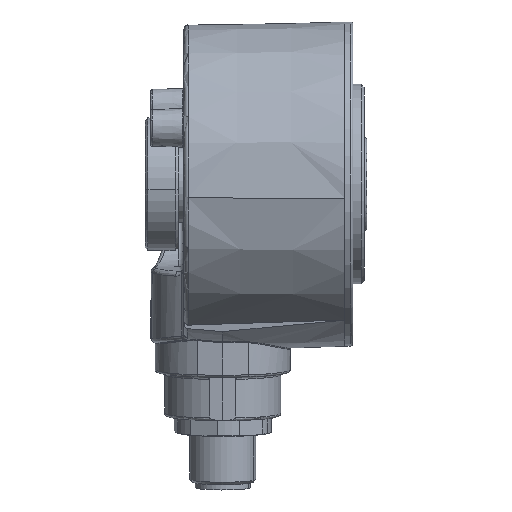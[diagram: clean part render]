
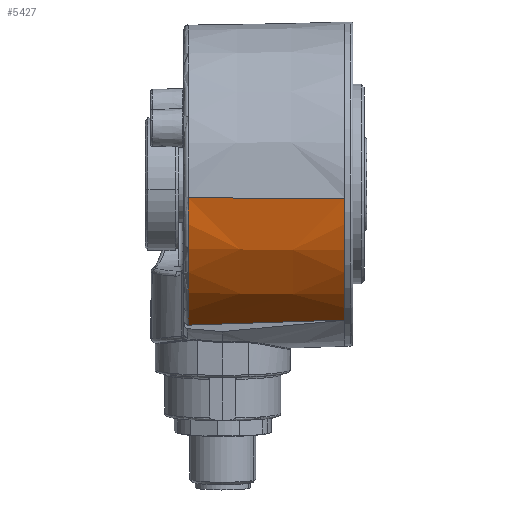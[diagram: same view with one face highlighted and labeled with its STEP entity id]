
A CAD part, left-side view. The second image highlights one B-rep face of the part: STEP entity #5427.
In plain terms, the highlighted conical face has half-angle 1 degrees and reference radius 28.672 mm.
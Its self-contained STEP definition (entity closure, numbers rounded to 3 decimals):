
#135 = CARTESIAN_POINT ( 'NONE',  ( -15.922, 3.5, -24.537 ) ) ;
#150 = CARTESIAN_POINT ( 'NONE',  ( -23.877, 3.5, -16.932 ) ) ;
#225 = EDGE_CURVE ( 'NONE', #10488, #4717, #947, .T. ) ;
#305 = ORIENTED_EDGE ( 'NONE', *, *, #10958, .F. ) ;
#559 = CARTESIAN_POINT ( 'NONE',  ( -19.452, 3.5, -21.873 ) ) ;
#779 = EDGE_LOOP ( 'NONE', ( #3171, #4719, #3902, #305 ) ) ;
#947 = B_SPLINE_CURVE_WITH_KNOTS ( 'NONE', 3,
 ( #3645, #2829, #3526, #3769 ),
 .UNSPECIFIED., .F., .F.,
 ( 4, 4 ),
 ( 0., 1. ),
 .UNSPECIFIED. ) ;
#1055 = CARTESIAN_POINT ( 'NONE',  ( -28.442, 3.5, -6.917 ) ) ;
#1291 = DIRECTION ( 'NONE',  ( 0., -1., 0. ) ) ;
#1340 = CARTESIAN_POINT ( 'NONE',  ( -17.744, 3.5, -23.279 ) ) ;
#1943 = CARTESIAN_POINT ( 'NONE',  ( -28.884, 3.5, -4.746 ) ) ;
#2299 = CARTESIAN_POINT ( 'NONE',  ( -27.073, 3.5, -11.127 ) ) ;
#2304 = VERTEX_POINT ( 'NONE', #4826 ) ;
#2352 = CARTESIAN_POINT ( 'NONE',  ( -20.268, 3.5, -21.119 ) ) ;
#2566 = CARTESIAN_POINT ( 'NONE',  ( -29.139, 3.5, -2.549 ) ) ;
#2829 = CARTESIAN_POINT ( 'NONE',  ( -14.286, 21.492, -25.182 ) ) ;
#2887 = AXIS2_PLACEMENT_3D ( 'NONE', #8336, #1291, #4739 ) ;
#2934 = AXIS2_PLACEMENT_3D ( 'NONE', #10916, #9857, #5354 ) ;
#3171 = ORIENTED_EDGE ( 'NONE', *, *, #5103, .F. ) ;
#3332 = CARTESIAN_POINT ( 'NONE',  ( -13.363, 31.714, -25.464 ) ) ;
#3484 = DIRECTION ( 'NONE',  ( -0.017, -1., -0.002 ) ) ;
#3526 = CARTESIAN_POINT ( 'NONE',  ( -15.139, 12.088, -24.866 ) ) ;
#3645 = CARTESIAN_POINT ( 'NONE',  ( -13.363, 31.714, -25.464 ) ) ;
#3769 = CARTESIAN_POINT ( 'NONE',  ( -15.922, 3.5, -24.537 ) ) ;
#3902 = ORIENTED_EDGE ( 'NONE', *, *, #225, .T. ) ;
#4217 = CONICAL_SURFACE ( 'NONE', #2887, 28.673, 0.017 ) ;
#4717 = VERTEX_POINT ( 'NONE', #135 ) ;
#4719 = ORIENTED_EDGE ( 'NONE', *, *, #10329, .T. ) ;
#4739 = DIRECTION ( 'NONE',  ( 0.996, 0., 0.087 ) ) ;
#4826 = CARTESIAN_POINT ( 'NONE',  ( -28.648, 31.714, -2.506 ) ) ;
#4962 = CARTESIAN_POINT ( 'NONE',  ( -15.922, 3.5, -24.537 ) ) ;
#4977 = FACE_OUTER_BOUND ( 'NONE', #779, .T. ) ;
#5103 = EDGE_CURVE ( 'NONE', #2304, #5986, #7876, .T. ) ;
#5354 = DIRECTION ( 'NONE',  ( -0.087, 0., 0.996 ) ) ;
#5427 = ADVANCED_FACE ( 'NONE', ( #4977 ), #4217, .T. ) ;
#5918 = CARTESIAN_POINT ( 'NONE',  ( -25.64, 3.5, -14.12 ) ) ;
#5986 = VERTEX_POINT ( 'NONE', #2566 ) ;
#6001 = CARTESIAN_POINT ( 'NONE',  ( -28.563, 36.585, -2.499 ) ) ;
#6107 = VECTOR ( 'NONE', #3484, 1000. ) ;
#7474 = CIRCLE ( 'NONE', #2934, 28.758 ) ;
#7876 = LINE ( 'NONE', #6001, #6107 ) ;
#8280 = CARTESIAN_POINT ( 'NONE',  ( -24.499, 3.5, -16.019 ) ) ;
#8336 = CARTESIAN_POINT ( 'NONE',  ( 0., 36.585, 0. ) ) ;
#8679 = CARTESIAN_POINT ( 'NONE',  ( -22.528, 3.5, -18.688 ) ) ;
#9295 = CARTESIAN_POINT ( 'NONE',  ( -21.804, 3.5, -19.529 ) ) ;
#9857 = DIRECTION ( 'NONE',  ( 0., -1., 0. ) ) ;
#10080 = B_SPLINE_CURVE_WITH_KNOTS ( 'NONE', 3,
 ( #10471, #11072, #1943, #1055, #10952, #11289, #2299, #10183, #5918, #8280, #150, #8679, #9295, #2352, #559, #1340, #11011, #4962 ),
 .UNSPECIFIED., .F., .F.,
 ( 4, 2, 2, 2, 2, 2, 2, 2, 4 ),
 ( 0.817, 0.84, 0.863, 0.886, 0.908, 0.931, 0.954, 0.977, 1. ),
 .UNSPECIFIED. ) ;
#10183 = CARTESIAN_POINT ( 'NONE',  ( -26.156, 3.5, -13.139 ) ) ;
#10329 = EDGE_CURVE ( 'NONE', #2304, #10488, #7474, .T. ) ;
#10471 = CARTESIAN_POINT ( 'NONE',  ( -29.139, 3.5, -2.549 ) ) ;
#10488 = VERTEX_POINT ( 'NONE', #3332 ) ;
#10916 = CARTESIAN_POINT ( 'NONE',  ( 0., 31.714, 0. ) ) ;
#10952 = CARTESIAN_POINT ( 'NONE',  ( -28.16, 3.5, -7.989 ) ) ;
#10958 = EDGE_CURVE ( 'NONE', #5986, #4717, #10080, .T. ) ;
#11011 = CARTESIAN_POINT ( 'NONE',  ( -16.852, 3.5, -23.933 ) ) ;
#11072 = CARTESIAN_POINT ( 'NONE',  ( -29.042, 3.5, -3.652 ) ) ;
#11289 = CARTESIAN_POINT ( 'NONE',  ( -27.476, 3.5, -10.092 ) ) ;
